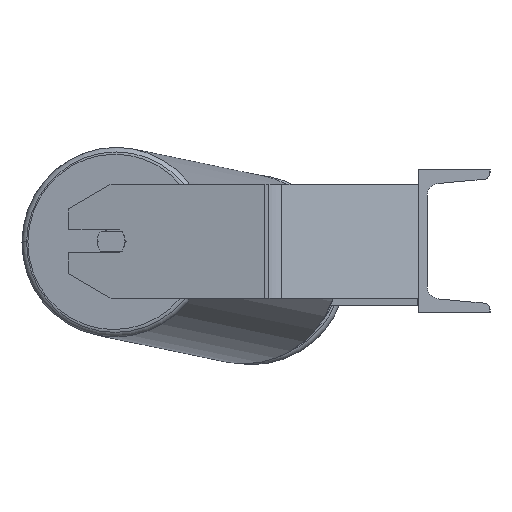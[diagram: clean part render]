
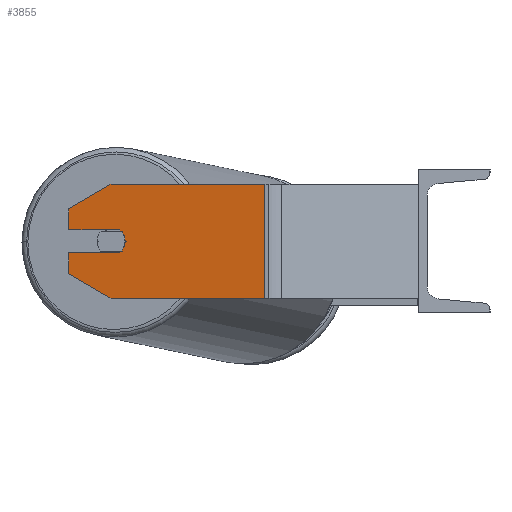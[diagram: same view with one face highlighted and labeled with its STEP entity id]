
A CAD part, left-side view. The second image highlights one B-rep face of the part: STEP entity #3855.
In plain terms, the highlighted planar face has unit normal (-0.985, 0.174, 0).
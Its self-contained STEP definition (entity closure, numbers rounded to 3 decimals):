
#125 = VERTEX_POINT ( 'NONE', #2984 ) ;
#149 = EDGE_CURVE ( 'NONE', #4301, #4654, #2534, .T. ) ;
#188 = CARTESIAN_POINT ( 'NONE',  ( -854.736, 107.764, -40. ) ) ;
#378 = EDGE_CURVE ( 'NONE', #4226, #3263, #6368, .T. ) ;
#561 = CARTESIAN_POINT ( 'NONE',  ( -830.508, 245.169, 22.679 ) ) ;
#719 = VECTOR ( 'NONE', #5407, 1000. ) ;
#735 = ORIENTED_EDGE ( 'NONE', *, *, #5514, .T. ) ;
#855 = CARTESIAN_POINT ( 'NONE',  ( -835.717, 215.625, 0. ) ) ;
#885 = DIRECTION ( 'NONE',  ( -0.174, -0.985, 0. ) ) ;
#1038 = EDGE_CURVE ( 'NONE', #8210, #4301, #6673, .T. ) ;
#1142 = CARTESIAN_POINT ( 'NONE',  ( -854.736, 107.764, 40. ) ) ;
#1215 = LINE ( 'NONE', #7592, #719 ) ;
#1234 = DIRECTION ( 'NONE',  ( 0., 0., -1. ) ) ;
#1325 = AXIS2_PLACEMENT_3D ( 'NONE', #8254, #7509, #6855 ) ;
#1376 = DIRECTION ( 'NONE',  ( 0.174, 0.985, 0. ) ) ;
#2025 = ORIENTED_EDGE ( 'NONE', *, *, #9094, .T. ) ;
#2041 = VECTOR ( 'NONE', #885, 1000. ) ;
#2062 = CARTESIAN_POINT ( 'NONE',  ( -830.508, 245.169, 8. ) ) ;
#2206 = PLANE ( 'NONE',  #5749 ) ;
#2254 = CARTESIAN_POINT ( 'NONE',  ( -830.508, 245.169, 40. ) ) ;
#2534 = LINE ( 'NONE', #1142, #6664 ) ;
#2559 = DIRECTION ( 'NONE',  ( -0.174, -0.985, 0. ) ) ;
#2614 = DIRECTION ( 'NONE',  ( 0., 0., -1. ) ) ;
#2704 = CARTESIAN_POINT ( 'NONE',  ( -830.508, 245.169, -8. ) ) ;
#2785 = ORIENTED_EDGE ( 'NONE', *, *, #2854, .T. ) ;
#2849 = EDGE_CURVE ( 'NONE', #8210, #5206, #6848, .T. ) ;
#2854 = EDGE_CURVE ( 'NONE', #7433, #3979, #1215, .T. ) ;
#2970 = VERTEX_POINT ( 'NONE', #5647 ) ;
#2984 = CARTESIAN_POINT ( 'NONE',  ( -837.454, 205.777, 0. ) ) ;
#3263 = VERTEX_POINT ( 'NONE', #3956 ) ;
#3359 = EDGE_CURVE ( 'NONE', #125, #4226, #6485, .T. ) ;
#3440 = ORIENTED_EDGE ( 'NONE', *, *, #3359, .F. ) ;
#3557 = ORIENTED_EDGE ( 'NONE', *, *, #4891, .F. ) ;
#3562 = CARTESIAN_POINT ( 'NONE',  ( -830.508, 245.169, -40. ) ) ;
#3646 = FACE_OUTER_BOUND ( 'NONE', #5193, .T. ) ;
#3855 = ADVANCED_FACE ( 'NONE', ( #3646 ), #2206, .F. ) ;
#3956 = CARTESIAN_POINT ( 'NONE',  ( -830.508, 245.169, 8. ) ) ;
#3979 = VERTEX_POINT ( 'NONE', #7632 ) ;
#4054 = VECTOR ( 'NONE', #7165, 1000. ) ;
#4166 = VECTOR ( 'NONE', #1376, 1000. ) ;
#4226 = VERTEX_POINT ( 'NONE', #4246 ) ;
#4246 = CARTESIAN_POINT ( 'NONE',  ( -836.759, 209.716, 8. ) ) ;
#4259 = DIRECTION ( 'NONE',  ( 0., 0., -1. ) ) ;
#4301 = VERTEX_POINT ( 'NONE', #8849 ) ;
#4313 = DIRECTION ( 'NONE',  ( -0.174, -0.985, 0. ) ) ;
#4654 = VERTEX_POINT ( 'NONE', #188 ) ;
#4719 = ORIENTED_EDGE ( 'NONE', *, *, #7159, .F. ) ;
#4764 = LINE ( 'NONE', #4871, #8743 ) ;
#4871 = CARTESIAN_POINT ( 'NONE',  ( -830.508, 245.169, 40. ) ) ;
#4891 = EDGE_CURVE ( 'NONE', #2970, #125, #8583, .T. ) ;
#5193 = EDGE_LOOP ( 'NONE', ( #2025, #2785, #6262, #6217, #5662, #8956, #735, #7751, #3440, #3557, #4719 ) ) ;
#5206 = VERTEX_POINT ( 'NONE', #8975 ) ;
#5267 = CARTESIAN_POINT ( 'NONE',  ( -835.717, 215.625, 40. ) ) ;
#5407 = DIRECTION ( 'NONE',  ( -0.15, -0.853, -0.5 ) ) ;
#5514 = EDGE_CURVE ( 'NONE', #5206, #3263, #4764, .T. ) ;
#5647 = CARTESIAN_POINT ( 'NONE',  ( -836.759, 209.716, -8. ) ) ;
#5662 = ORIENTED_EDGE ( 'NONE', *, *, #1038, .F. ) ;
#5749 = AXIS2_PLACEMENT_3D ( 'NONE', #2254, #8545, #8679 ) ;
#5907 = CARTESIAN_POINT ( 'NONE',  ( -830.508, 245.169, -22.679 ) ) ;
#6188 = EDGE_CURVE ( 'NONE', #3979, #4654, #6221, .T. ) ;
#6217 = ORIENTED_EDGE ( 'NONE', *, *, #149, .F. ) ;
#6221 = LINE ( 'NONE', #3562, #7634 ) ;
#6262 = ORIENTED_EDGE ( 'NONE', *, *, #6188, .T. ) ;
#6368 = LINE ( 'NONE', #2062, #4166 ) ;
#6485 = CIRCLE ( 'NONE', #1325, 10. ) ;
#6549 = DIRECTION ( 'NONE',  ( -0.985, 0.174, 0. ) ) ;
#6664 = VECTOR ( 'NONE', #1234, 1000. ) ;
#6673 = LINE ( 'NONE', #8796, #2041 ) ;
#6848 = LINE ( 'NONE', #561, #7798 ) ;
#6855 = DIRECTION ( 'NONE',  ( -0.174, -0.985, 0. ) ) ;
#6896 = DIRECTION ( 'NONE',  ( 0.15, 0.853, -0.5 ) ) ;
#6923 = LINE ( 'NONE', #9095, #8696 ) ;
#7159 = EDGE_CURVE ( 'NONE', #8419, #2970, #7298, .T. ) ;
#7165 = DIRECTION ( 'NONE',  ( -0.174, -0.985, 0. ) ) ;
#7298 = LINE ( 'NONE', #7905, #4054 ) ;
#7433 = VERTEX_POINT ( 'NONE', #5907 ) ;
#7509 = DIRECTION ( 'NONE',  ( -0.985, 0.174, 0. ) ) ;
#7592 = CARTESIAN_POINT ( 'NONE',  ( -835.717, 215.625, -40. ) ) ;
#7632 = CARTESIAN_POINT ( 'NONE',  ( -835.717, 215.625, -40. ) ) ;
#7634 = VECTOR ( 'NONE', #2559, 1000. ) ;
#7751 = ORIENTED_EDGE ( 'NONE', *, *, #378, .F. ) ;
#7798 = VECTOR ( 'NONE', #6896, 1000. ) ;
#7905 = CARTESIAN_POINT ( 'NONE',  ( -836.759, 209.716, -8. ) ) ;
#8210 = VERTEX_POINT ( 'NONE', #5267 ) ;
#8254 = CARTESIAN_POINT ( 'NONE',  ( -835.717, 215.625, 0. ) ) ;
#8419 = VERTEX_POINT ( 'NONE', #2704 ) ;
#8545 = DIRECTION ( 'NONE',  ( 0.985, -0.174, 0. ) ) ;
#8583 = CIRCLE ( 'NONE', #8874, 10. ) ;
#8679 = DIRECTION ( 'NONE',  ( 0.174, 0.985, 0. ) ) ;
#8696 = VECTOR ( 'NONE', #2614, 1000. ) ;
#8743 = VECTOR ( 'NONE', #4259, 1000. ) ;
#8796 = CARTESIAN_POINT ( 'NONE',  ( -830.508, 245.169, 40. ) ) ;
#8849 = CARTESIAN_POINT ( 'NONE',  ( -854.736, 107.764, 40. ) ) ;
#8874 = AXIS2_PLACEMENT_3D ( 'NONE', #855, #6549, #4313 ) ;
#8956 = ORIENTED_EDGE ( 'NONE', *, *, #2849, .T. ) ;
#8975 = CARTESIAN_POINT ( 'NONE',  ( -830.508, 245.169, 22.679 ) ) ;
#9094 = EDGE_CURVE ( 'NONE', #8419, #7433, #6923, .T. ) ;
#9095 = CARTESIAN_POINT ( 'NONE',  ( -830.508, 245.169, 40. ) ) ;
